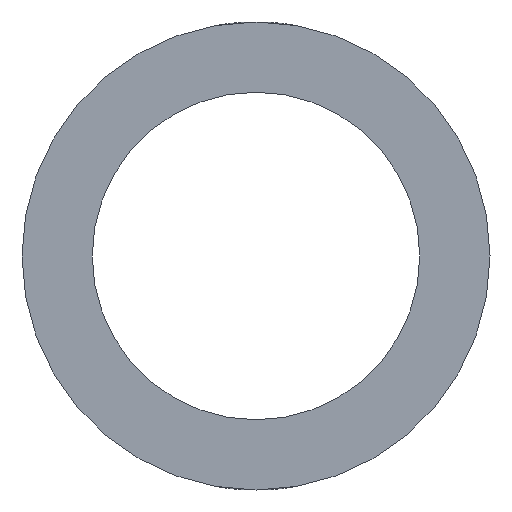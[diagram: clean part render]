
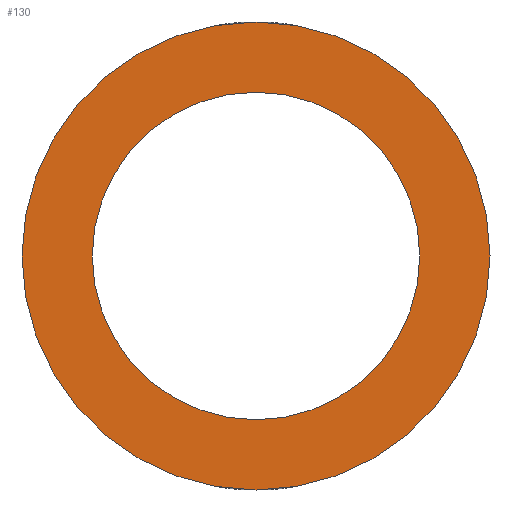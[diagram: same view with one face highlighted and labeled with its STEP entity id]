
A CAD part, front view. The second image highlights one B-rep face of the part: STEP entity #130.
In plain terms, the highlighted planar face has unit normal (0, -1, 0).
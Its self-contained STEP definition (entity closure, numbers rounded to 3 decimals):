
#16=PLANE('',#154);
#22=FACE_BOUND('',#44,.T.);
#24=CIRCLE('',#149,10.);
#26=CIRCLE('',#152,14.288);
#32=FACE_OUTER_BOUND('',#43,.T.);
#43=EDGE_LOOP('',(#119));
#44=EDGE_LOOP('',(#120));
#70=VERTEX_POINT('',#341);
#72=VERTEX_POINT('',#347);
#85=EDGE_CURVE('',#70,#70,#24,.T.);
#88=EDGE_CURVE('',#72,#72,#26,.T.);
#119=ORIENTED_EDGE('',*,*,#88,.F.);
#120=ORIENTED_EDGE('',*,*,#85,.F.);
#130=ADVANCED_FACE('',(#32,#22),#16,.F.);
#149=AXIS2_PLACEMENT_3D('',#343,#168,#169);
#152=AXIS2_PLACEMENT_3D('',#349,#175,#176);
#154=AXIS2_PLACEMENT_3D('',#351,#179,#180);
#168=DIRECTION('center_axis',(0.,-1.,0.));
#169=DIRECTION('ref_axis',(1.,0.,0.));
#175=DIRECTION('center_axis',(0.,1.,0.));
#176=DIRECTION('ref_axis',(1.,0.,0.));
#179=DIRECTION('center_axis',(0.,1.,0.));
#180=DIRECTION('ref_axis',(1.,0.,0.));
#341=CARTESIAN_POINT('',(-10.,0.,0.));
#343=CARTESIAN_POINT('Origin',(0.,0.,0.));
#347=CARTESIAN_POINT('',(-14.288,0.,0.));
#349=CARTESIAN_POINT('Origin',(0.,0.,0.));
#351=CARTESIAN_POINT('Origin',(0.,0.,0.));
